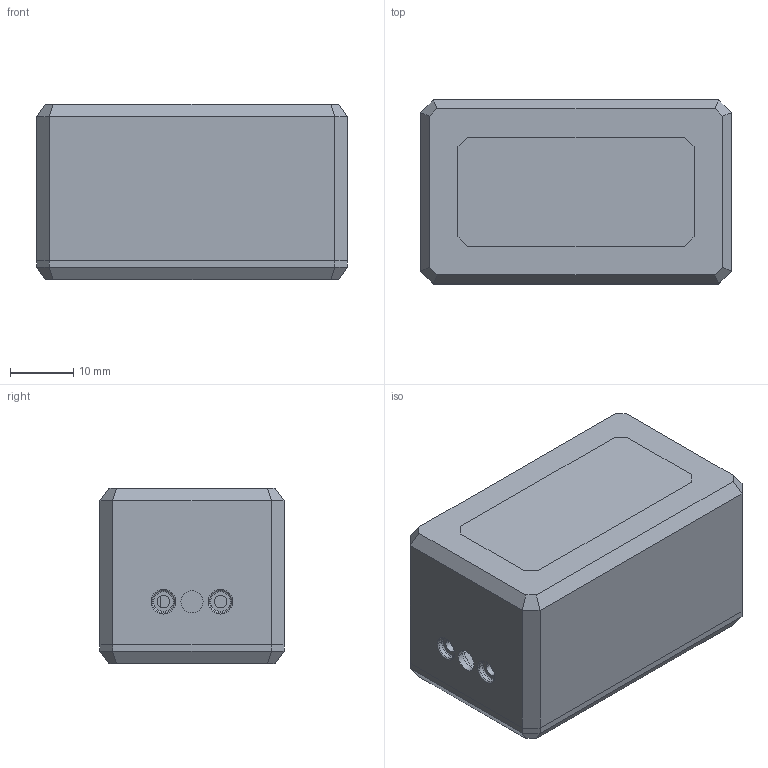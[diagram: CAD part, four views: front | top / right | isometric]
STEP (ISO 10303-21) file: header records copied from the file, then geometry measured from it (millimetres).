
FILE_DESCRIPTION (( 'STEP AP203' ), '1' );
FILE_NAME ('Diff Analyze.STEP', '2024-05-27T17:38:41', ( '' ), ( '' ), 'SwSTEP 2.0', 'SolidWorks 2022', '' );
FILE_SCHEMA (( 'CONFIG_CONTROL_DESIGN' ));
Length unit declared in the file: millimetre
Products named in the file (4): Diff Analyze; Крашка^Diff Analyze; Лицевая панель^Diff Analyze; Корпус^Diff Analyze
Assembly tree (3 placements, depth 2):
  Diff Analyze
    Корпус^Diff Analyze
    Лицевая панель^Diff Analyze
    Крашка^Diff Analyze
Bounding box: 49 x 29 x 27.7 mm (x, y, z)
Volume: 16334 mm3; surface area: 15722.2 mm2
Topology: 12 solids, 12 shells, 463 faces, 1194 edges, 779 vertices
Faces by surface type: plane 415, cylinder 34, torus 8, cone 6
Entity records: 14241 total; most frequent: CARTESIAN_POINT 2451, ORIENTED_EDGE 2388, DIRECTION 2218, EDGE_CURVE 1194, LINE 1102, VECTOR 1102, VERTEX_POINT 779, AXIS2_PLACEMENT_3D 558
